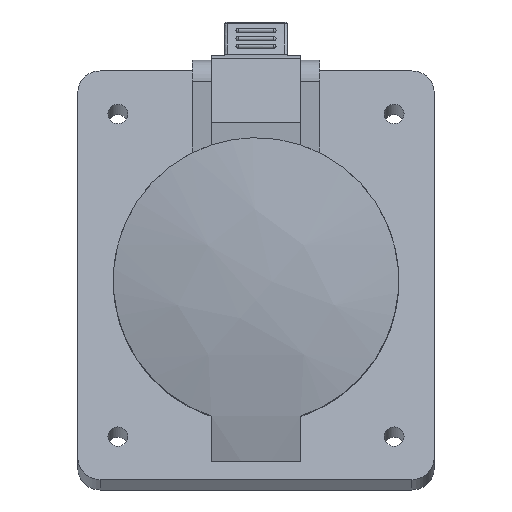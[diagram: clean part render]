
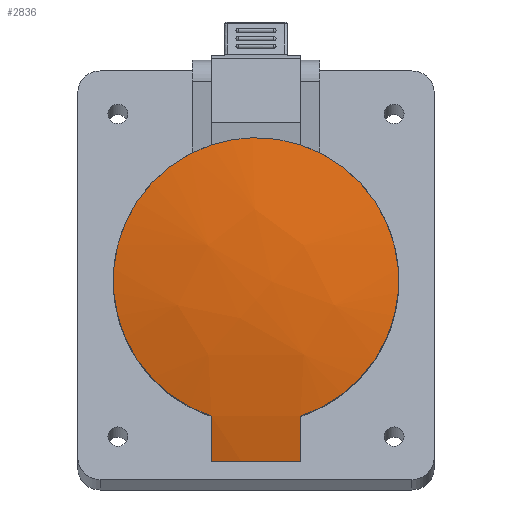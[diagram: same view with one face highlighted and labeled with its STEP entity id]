
A CAD part, top view. The second image highlights one B-rep face of the part: STEP entity #2836.
In plain terms, the highlighted free-form (B-spline) face has degree [3, 3] with [4, 4] control points.
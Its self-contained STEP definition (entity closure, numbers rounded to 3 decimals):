
#354 = CARTESIAN_POINT ( 'NONE',  ( 4.237, -41.233, 38.935 ) ) ;
#407 = CARTESIAN_POINT ( 'NONE',  ( 25.432, 31.862, 36.276 ) ) ;
#416 = CARTESIAN_POINT ( 'NONE',  ( 3.605, -41.233, 37.418 ) ) ;
#420 = CIRCLE ( 'NONE', #9365, 144.415 ) ;
#463 = CIRCLE ( 'NONE', #558, 32.05 ) ;
#477 = CARTESIAN_POINT ( 'NONE',  ( -8.085, 31.325, 39.886 ) ) ;
#507 = VERTEX_POINT ( 'NONE', #9253 ) ;
#558 = AXIS2_PLACEMENT_3D ( 'NONE', #9413, #2471, #10605 ) ;
#620 = FACE_OUTER_BOUND ( 'NONE', #12229, .T. ) ;
#1177 = DIRECTION ( 'NONE',  ( 0., 1., 0. ) ) ;
#1525 = CARTESIAN_POINT ( 'NONE',  ( 24.994, -41.233, 34.312 ) ) ;
#1579 = CARTESIAN_POINT ( 'NONE',  ( -17.176, 31.862, 40.963 ) ) ;
#1597 = CARTESIAN_POINT ( 'NONE',  ( 3.605, 29.767, 39.886 ) ) ;
#1638 = CARTESIAN_POINT ( 'NONE',  ( 3.605, -31.133, 39.886 ) ) ;
#1641 = CARTESIAN_POINT ( 'NONE',  ( -9.779, 31.199, 39.886 ) ) ;
#2149 = EDGE_CURVE ( 'NONE', #7461, #11975, #463, .T. ) ;
#2235 = CIRCLE ( 'NONE', #12236, 32.05 ) ;
#2310 = CARTESIAN_POINT ( 'NONE',  ( 3.605, 29.767, 39.886 ) ) ;
#2323 = EDGE_CURVE ( 'NONE', #11135, #7461, #11704, .T. ) ;
#2471 = DIRECTION ( 'NONE',  ( 0., 0., 1. ) ) ;
#2701 = CARTESIAN_POINT ( 'NONE',  ( -37.785, -41.233, 34.312 ) ) ;
#2760 = CARTESIAN_POINT ( 'NONE',  ( -6.395, -0.683, 39.886 ) ) ;
#2823 = CARTESIAN_POINT ( 'NONE',  ( -13.124, 30.698, 39.886 ) ) ;
#2836 = ADVANCED_FACE ( 'NONE', ( #620 ), #14738, .T. ) ;
#3269 = CARTESIAN_POINT ( 'NONE',  ( -16.395, -37.895, 38.358 ) ) ;
#3871 = CARTESIAN_POINT ( 'NONE',  ( 4.733, -17.285, 45.713 ) ) ;
#3891 = CARTESIAN_POINT ( 'NONE',  ( 1.981, 30.3, 39.886 ) ) ;
#3923 = DIRECTION ( 'NONE',  ( 0., -1., 0. ) ) ;
#3936 = CARTESIAN_POINT ( 'NONE',  ( 0.336, 30.697, 39.886 ) ) ;
#3985 = CARTESIAN_POINT ( 'NONE',  ( -16.395, 29.767, 39.886 ) ) ;
#4526 = B_SPLINE_CURVE_WITH_KNOTS ( 'NONE', 3,
 ( #12592, #11410, #3269, #5627 ),
 .UNSPECIFIED., .F., .F.,
 ( 4, 4 ),
 ( 0., 0.01 ),
 .UNSPECIFIED. ) ;
#4703 = ORIENTED_EDGE ( 'NONE', *, *, #4828, .T. ) ;
#4828 = EDGE_CURVE ( 'NONE', #11975, #8376, #4526, .T. ) ;
#4862 = ORIENTED_EDGE ( 'NONE', *, *, #2149, .T. ) ;
#5047 = CARTESIAN_POINT ( 'NONE',  ( -39.246, -17.285, 40.876 ) ) ;
#5627 = CARTESIAN_POINT ( 'NONE',  ( -16.395, -41.233, 37.418 ) ) ;
#5900 = ORIENTED_EDGE ( 'NONE', *, *, #2323, .T. ) ;
#6057 = ORIENTED_EDGE ( 'NONE', *, *, #6620, .T. ) ;
#6161 = CARTESIAN_POINT ( 'NONE',  ( -17.028, -41.233, 38.935 ) ) ;
#6208 = CARTESIAN_POINT ( 'NONE',  ( 4.783, 7.58, 46.403 ) ) ;
#6273 = CARTESIAN_POINT ( 'NONE',  ( -4.676, 31.366, 39.886 ) ) ;
#6442 = EDGE_CURVE ( 'NONE', #8376, #11063, #420, .T. ) ;
#6620 = EDGE_CURVE ( 'NONE', #507, #11135, #2235, .T. ) ;
#7371 = CARTESIAN_POINT ( 'NONE',  ( -39.395, 7.58, 41.544 ) ) ;
#7442 = CARTESIAN_POINT ( 'NONE',  ( -7.234, 31.358, 39.886 ) ) ;
#7461 = VERTEX_POINT ( 'NONE', #13918 ) ;
#8123 = CARTESIAN_POINT ( 'NONE',  ( -6.395, -41.233, -106.65 ) ) ;
#8376 = VERTEX_POINT ( 'NONE', #14654 ) ;
#8529 = CARTESIAN_POINT ( 'NONE',  ( 4.386, 31.862, 40.963 ) ) ;
#8592 = CARTESIAN_POINT ( 'NONE',  ( 3.605, -34.529, 39.18 ) ) ;
#8603 = CARTESIAN_POINT ( 'NONE',  ( -8.51, 31.3, 39.886 ) ) ;
#9253 = CARTESIAN_POINT ( 'NONE',  ( 3.605, -31.133, 39.886 ) ) ;
#9293 = DIRECTION ( 'NONE',  ( 0., 0., -1. ) ) ;
#9365 = AXIS2_PLACEMENT_3D ( 'NONE', #8123, #1177, #9293 ) ;
#9413 = CARTESIAN_POINT ( 'NONE',  ( -6.395, -0.683, 39.886 ) ) ;
#9706 = CARTESIAN_POINT ( 'NONE',  ( -38.222, 31.862, 36.276 ) ) ;
#9750 = EDGE_CURVE ( 'NONE', #11063, #507, #12966, .T. ) ;
#9767 = CARTESIAN_POINT ( 'NONE',  ( -10.619, 31.098, 39.886 ) ) ;
#9902 = CARTESIAN_POINT ( 'NONE',  ( -16.395, -31.133, 39.886 ) ) ;
#10605 = DIRECTION ( 'NONE',  ( 0., -1., 0. ) ) ;
#10840 = CARTESIAN_POINT ( 'NONE',  ( 26.456, -17.285, 40.876 ) ) ;
#10892 = DIRECTION ( 'NONE',  ( 0., 0., 1. ) ) ;
#10957 = CARTESIAN_POINT ( 'NONE',  ( -14.771, 30.3, 39.886 ) ) ;
#11063 = VERTEX_POINT ( 'NONE', #12660 ) ;
#11135 = VERTEX_POINT ( 'NONE', #2310 ) ;
#11410 = CARTESIAN_POINT ( 'NONE',  ( -16.395, -34.529, 39.18 ) ) ;
#11704 = B_SPLINE_CURVE_WITH_KNOTS ( 'NONE', 3,
 ( #1597, #3891, #3936, #13275, #6273, #14466, #7442, #477, #8603, #1641, #9767, #2823, #10957, #3985 ),
 .UNSPECIFIED., .F., .F.,
 ( 4, 2, 2, 2, 2, 2, 4 ),
 ( 0., 0.005, 0.01, 0.011, 0.013, 0.015, 0.02 ),
 .UNSPECIFIED. ) ;
#11975 = VERTEX_POINT ( 'NONE', #9902 ) ;
#12005 = CARTESIAN_POINT ( 'NONE',  ( -17.523, -17.285, 45.713 ) ) ;
#12229 = EDGE_LOOP ( 'NONE', ( #14496, #14699, #6057, #5900, #4862, #4703 ) ) ;
#12236 = AXIS2_PLACEMENT_3D ( 'NONE', #2760, #10892, #3923 ) ;
#12592 = CARTESIAN_POINT ( 'NONE',  ( -16.395, -31.133, 39.886 ) ) ;
#12660 = CARTESIAN_POINT ( 'NONE',  ( 3.605, -41.233, 37.418 ) ) ;
#12966 = B_SPLINE_CURVE_WITH_KNOTS ( 'NONE', 3,
 ( #416, #14459, #8592, #1638 ),
 .UNSPECIFIED., .F., .F.,
 ( 4, 4 ),
 ( 0., 0.01 ),
 .UNSPECIFIED. ) ;
#13218 = CARTESIAN_POINT ( 'NONE',  ( 26.605, 7.58, 41.544 ) ) ;
#13275 = CARTESIAN_POINT ( 'NONE',  ( -2.992, 31.23, 39.886 ) ) ;
#13918 = CARTESIAN_POINT ( 'NONE',  ( -16.395, 29.767, 39.886 ) ) ;
#14395 = CARTESIAN_POINT ( 'NONE',  ( -17.573, 7.58, 46.403 ) ) ;
#14459 = CARTESIAN_POINT ( 'NONE',  ( 3.605, -37.895, 38.358 ) ) ;
#14466 = CARTESIAN_POINT ( 'NONE',  ( -6.806, 31.367, 39.886 ) ) ;
#14496 = ORIENTED_EDGE ( 'NONE', *, *, #6442, .T. ) ;
#14654 = CARTESIAN_POINT ( 'NONE',  ( -16.395, -41.233, 37.418 ) ) ;
#14699 = ORIENTED_EDGE ( 'NONE', *, *, #9750, .T. ) ;
#14738 =( BOUNDED_SURFACE ( )  B_SPLINE_SURFACE ( 3, 3, ( 
 ( #1525, #354, #6161, #2701 ),
 ( #10840, #3871, #12005, #5047 ),
 ( #13218, #6208, #14395, #7371 ),
 ( #407, #8529, #1579, #9706 ) ),
 .UNSPECIFIED., .F., .F., .F. ) 
 B_SPLINE_SURFACE_WITH_KNOTS ( ( 4, 4 ),
 ( 4, 4 ),
 ( 0., 1. ),
 ( 0., 1. ),
 .UNSPECIFIED. ) 
 GEOMETRIC_REPRESENTATION_ITEM ( )  RATIONAL_B_SPLINE_SURFACE ( (
 ( 1., 0.984, 0.984, 1.),
 ( 0.98, 0.964, 0.964, 0.98),
 ( 0.98, 0.964, 0.964, 0.98),
 ( 1., 0.984, 0.984, 1.) ) ) 
 REPRESENTATION_ITEM ( '' )  SURFACE ( )  );
